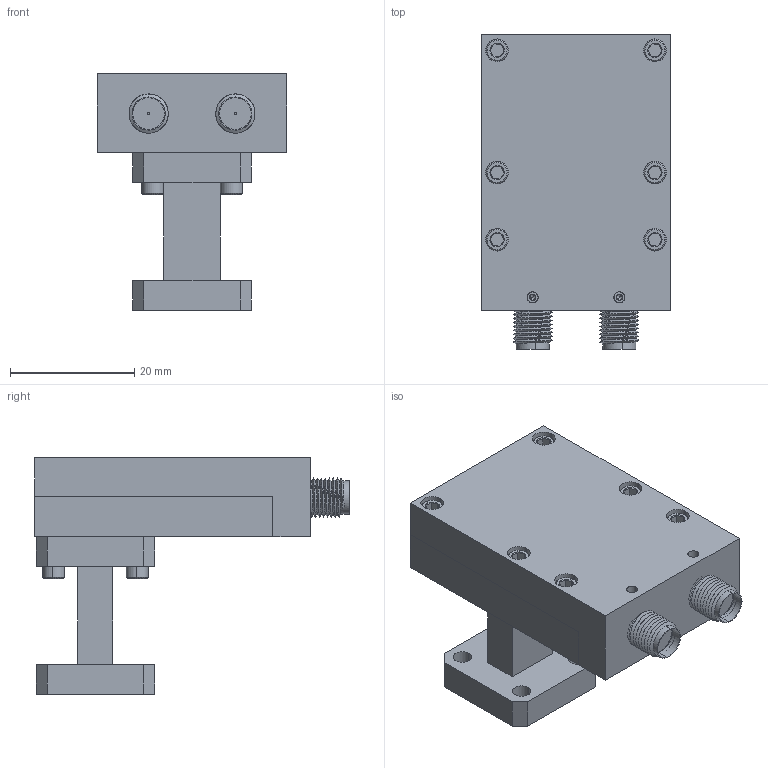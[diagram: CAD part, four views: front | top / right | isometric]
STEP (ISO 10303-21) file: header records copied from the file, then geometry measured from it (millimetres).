
FILE_DESCRIPTION (( 'STEP AP203' ), '1' );
FILE_NAME ('SFH-28SFSF-A3.STEP', '2018-10-24T01:08:53', ( '' ), ( '' ), 'SwSTEP 2.0', 'SolidWorks 2016', '' );
FILE_SCHEMA (( 'CONFIG_CONTROL_DESIGN' ));
Products named in the file (1): SFH-28SFSF-A3
Bounding box: 30.48 x 50.67 x 38.1 mm (x, y, z)
Volume: 21414.2 mm3; surface area: 13167.6 mm2
Topology: 21 solids, 21 shells, 1361 faces, 3584 edges, 2282 vertices
Faces by surface type: cylinder 888, cone 236, plane 213, bspline 24
Entity records: 60591 total; most frequent: CARTESIAN_POINT 31666, ORIENTED_EDGE 7112, DIRECTION 4998, EDGE_CURVE 3556, VERTEX_POINT 2282, AXIS2_PLACEMENT_3D 1830, EDGE_LOOP 1442, ADVANCED_FACE 1361
